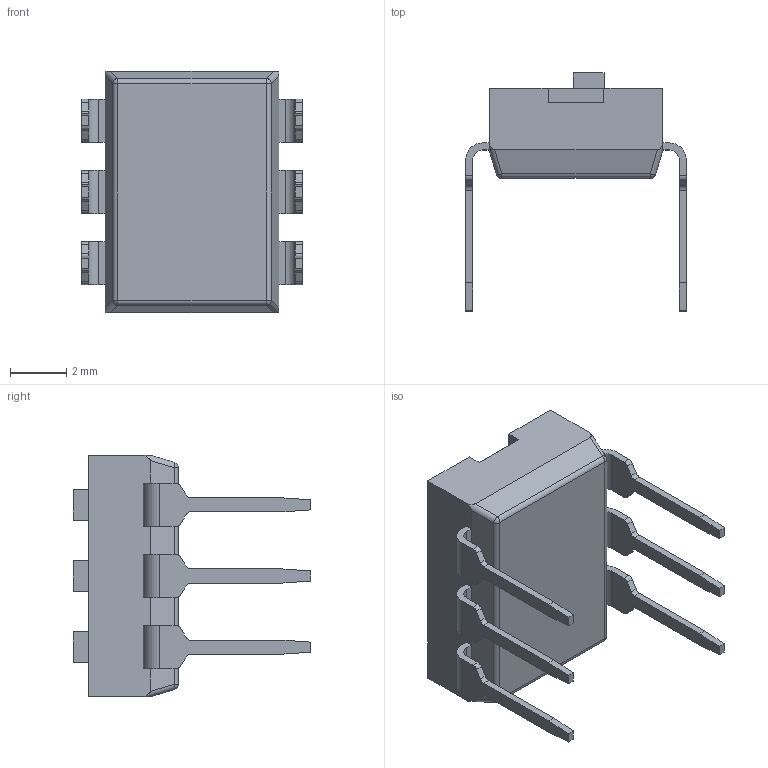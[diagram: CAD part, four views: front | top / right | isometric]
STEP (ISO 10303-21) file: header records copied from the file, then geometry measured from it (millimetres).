
FILE_DESCRIPTION (( 'STEP AP214' ), '1' );
FILE_NAME ('CUI_DEVICES_DS04-254-1L-03BK.step', '2020-10-25T16:42:02', ( '' ), ( '' ), 'SwSTEP 2.0', 'SolidWorks 2020', '' );
FILE_SCHEMA (( 'AUTOMOTIVE_DESIGN' ));
Length unit declared in the file: inch
Products named in the file (1): CUI_DEVICES_DS04-254-1L-03BK
Bounding box: 7.87 x 8.49 x 8.62 mm (x, y, z)
Volume: 170.3 mm3; surface area: 325.3 mm2
Topology: 10 solids, 10 shells, 293 faces, 790 edges, 516 vertices
Faces by surface type: plane 209, cylinder 80, sphere 4
Entity records: 11030 total; most frequent: CARTESIAN_POINT 1620, ORIENTED_EDGE 1572, DIRECTION 1522, EDGE_CURVE 786, LINE 622, VECTOR 622, VERTEX_POINT 516, AXIS2_PLACEMENT_3D 450
